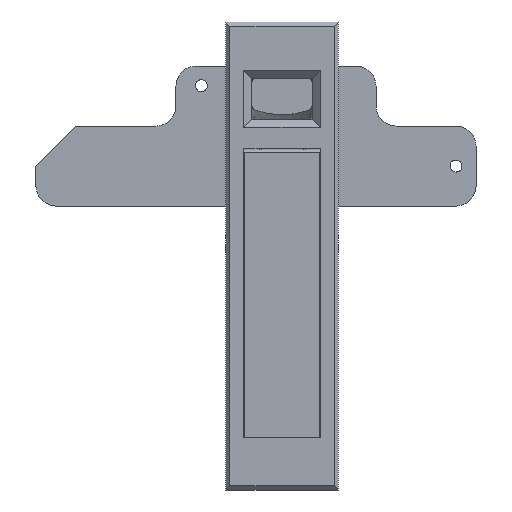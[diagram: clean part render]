
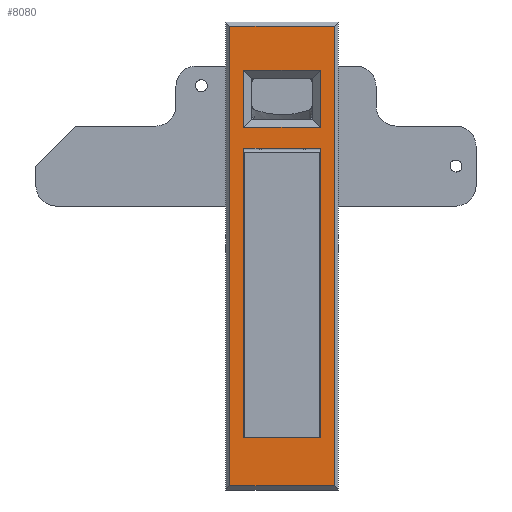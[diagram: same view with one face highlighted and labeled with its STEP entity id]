
A CAD part, front view. The second image highlights one B-rep face of the part: STEP entity #8080.
In plain terms, the highlighted free-form (B-spline) face has degree [1, 1] with [2, 2] control points.
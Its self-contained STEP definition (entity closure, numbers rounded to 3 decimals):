
#6170=CARTESIAN_POINT('',(-14.0,-9.5,-68.));
#6171=VERTEX_POINT('',#6170);
#6172=CARTESIAN_POINT('',(-14.0,9.5,-68.));
#6173=VERTEX_POINT('',#6172);
#6174=CARTESIAN_POINT('',(-14.0,-9.5,-68.));
#6175=CARTESIAN_POINT('',(-14.0,9.5,-68.));
#6176=QUASI_UNIFORM_CURVE('',1,(#6174,#6175),.UNSPECIFIED.,.F.,.U.);
#6177=EDGE_CURVE('',#6171,#6173,#6176,.T.);
#6206=CARTESIAN_POINT('',(-14.0,-9.5,4.5));
#6207=VERTEX_POINT('',#6206);
#6208=CARTESIAN_POINT('',(-14.0,-9.5,4.5));
#6209=CARTESIAN_POINT('',(-14.0,-9.5,-68.));
#6210=QUASI_UNIFORM_CURVE('',1,(#6208,#6209),.UNSPECIFIED.,.F.,.U.);
#6211=EDGE_CURVE('',#6207,#6171,#6210,.T.);
#6240=CARTESIAN_POINT('',(-14.0,9.5,4.5));
#6241=VERTEX_POINT('',#6240);
#6242=CARTESIAN_POINT('',(-14.0,9.5,4.5));
#6243=CARTESIAN_POINT('',(-14.0,-9.5,4.5));
#6244=QUASI_UNIFORM_CURVE('',1,(#6242,#6243),.UNSPECIFIED.,.F.,.U.);
#6245=EDGE_CURVE('',#6241,#6207,#6244,.T.);
#6282=CARTESIAN_POINT('',(-14.0,9.5,-68.));
#6283=CARTESIAN_POINT('',(-14.0,9.5,4.5));
#6284=QUASI_UNIFORM_CURVE('',1,(#6282,#6283),.UNSPECIFIED.,.F.,.U.);
#6285=EDGE_CURVE('',#6173,#6241,#6284,.T.);
#6680=CARTESIAN_POINT('',(-14.0,-9.55,9.7));
#6681=VERTEX_POINT('',#6680);
#6687=CARTESIAN_POINT('',(-14.0,-9.55,24.0));
#6688=VERTEX_POINT('',#6687);
#6689=CARTESIAN_POINT('',(-14.0,-9.55,24.0));
#6690=CARTESIAN_POINT('',(-14.0,-9.55,9.7));
#6691=QUASI_UNIFORM_CURVE('',1,(#6689,#6690),.UNSPECIFIED.,.F.,.U.);
#6692=EDGE_CURVE('',#6688,#6681,#6691,.T.);
#6714=CARTESIAN_POINT('',(-14.0,9.55,24.0));
#6715=VERTEX_POINT('',#6714);
#6729=CARTESIAN_POINT('',(-14.0,9.55,24.0));
#6730=CARTESIAN_POINT('',(-14.0,-9.55,24.0));
#6731=QUASI_UNIFORM_CURVE('',1,(#6729,#6730),.UNSPECIFIED.,.F.,.U.);
#6732=EDGE_CURVE('',#6715,#6688,#6731,.T.);
#6744=CARTESIAN_POINT('',(-14.0,9.55,9.7));
#6745=VERTEX_POINT('',#6744);
#6751=CARTESIAN_POINT('',(-14.0,-9.55,9.7));
#6752=CARTESIAN_POINT('',(-14.0,9.55,9.7));
#6753=QUASI_UNIFORM_CURVE('',1,(#6751,#6752),.UNSPECIFIED.,.F.,.U.);
#6754=EDGE_CURVE('',#6681,#6745,#6753,.T.);
#6785=CARTESIAN_POINT('',(-14.0,9.55,9.7));
#6786=CARTESIAN_POINT('',(-14.0,9.55,24.0));
#6787=QUASI_UNIFORM_CURVE('',1,(#6785,#6786),.UNSPECIFIED.,.F.,.U.);
#6788=EDGE_CURVE('',#6745,#6715,#6787,.T.);
#7452=CARTESIAN_POINT('',(-14.0,-13.0,-80.));
#7453=VERTEX_POINT('',#7452);
#7468=CARTESIAN_POINT('',(-14.0,-13.0,35.0));
#7469=VERTEX_POINT('',#7468);
#7475=CARTESIAN_POINT('',(-14.0,-13.0,-80.));
#7476=CARTESIAN_POINT('',(-14.0,-13.0,35.0));
#7477=QUASI_UNIFORM_CURVE('',1,(#7475,#7476),.UNSPECIFIED.,.F.,.U.);
#7478=EDGE_CURVE('',#7453,#7469,#7477,.T.);
#7490=CARTESIAN_POINT('',(-14.0,13.0,35.0));
#7491=VERTEX_POINT('',#7490);
#7497=CARTESIAN_POINT('',(-14.0,-13.0,35.0));
#7498=CARTESIAN_POINT('',(-14.0,13.0,35.0));
#7499=QUASI_UNIFORM_CURVE('',1,(#7497,#7498),.UNSPECIFIED.,.F.,.U.);
#7500=EDGE_CURVE('',#7469,#7491,#7499,.T.);
#7516=CARTESIAN_POINT('',(-14.0,13.0,-80.));
#7517=VERTEX_POINT('',#7516);
#7531=CARTESIAN_POINT('',(-14.0,13.0,-80.));
#7532=CARTESIAN_POINT('',(-14.0,-13.0,-80.));
#7533=QUASI_UNIFORM_CURVE('',1,(#7531,#7532),.UNSPECIFIED.,.F.,.U.);
#7534=EDGE_CURVE('',#7517,#7453,#7533,.T.);
#7551=CARTESIAN_POINT('',(-14.0,13.0,35.0));
#7552=CARTESIAN_POINT('',(-14.0,13.0,-80.));
#7553=QUASI_UNIFORM_CURVE('',1,(#7551,#7552),.UNSPECIFIED.,.F.,.U.);
#7554=EDGE_CURVE('',#7491,#7517,#7553,.T.);
#8057=CARTESIAN_POINT('',(-14.0,14.299,40.744));
#8058=CARTESIAN_POINT('',(-14.0,-14.299,40.744));
#8059=CARTESIAN_POINT('',(-14.0,14.299,-85.744));
#8060=CARTESIAN_POINT('',(-14.0,-14.299,-85.744));
#8061=B_SPLINE_SURFACE_WITH_KNOTS('',1,1,((#8057,#8059),(#8058,#8060)),.UNSPECIFIED.,.F.,.F.,.U.,(2,2),(2,2),(0.0,28.597),(0.0,126.488),.UNSPECIFIED.);
#8062=ORIENTED_EDGE('',*,*,#7534,.T.);
#8063=ORIENTED_EDGE('',*,*,#7478,.T.);
#8064=ORIENTED_EDGE('',*,*,#7500,.T.);
#8065=ORIENTED_EDGE('',*,*,#7554,.T.);
#8066=EDGE_LOOP('',(#8062,#8063,#8064,#8065));
#8067=FACE_OUTER_BOUND('',#8066,.T.);
#8068=ORIENTED_EDGE('',*,*,#6732,.T.);
#8069=ORIENTED_EDGE('',*,*,#6692,.T.);
#8070=ORIENTED_EDGE('',*,*,#6754,.T.);
#8071=ORIENTED_EDGE('',*,*,#6788,.T.);
#8072=EDGE_LOOP('',(#8068,#8069,#8070,#8071));
#8073=FACE_BOUND('',#8072,.T.);
#8074=ORIENTED_EDGE('',*,*,#6285,.T.);
#8075=ORIENTED_EDGE('',*,*,#6245,.T.);
#8076=ORIENTED_EDGE('',*,*,#6211,.T.);
#8077=ORIENTED_EDGE('',*,*,#6177,.T.);
#8078=EDGE_LOOP('',(#8074,#8075,#8076,#8077));
#8079=FACE_BOUND('',#8078,.T.);
#8080=ADVANCED_FACE('',(#8067,#8073,#8079),#8061,.F.);
